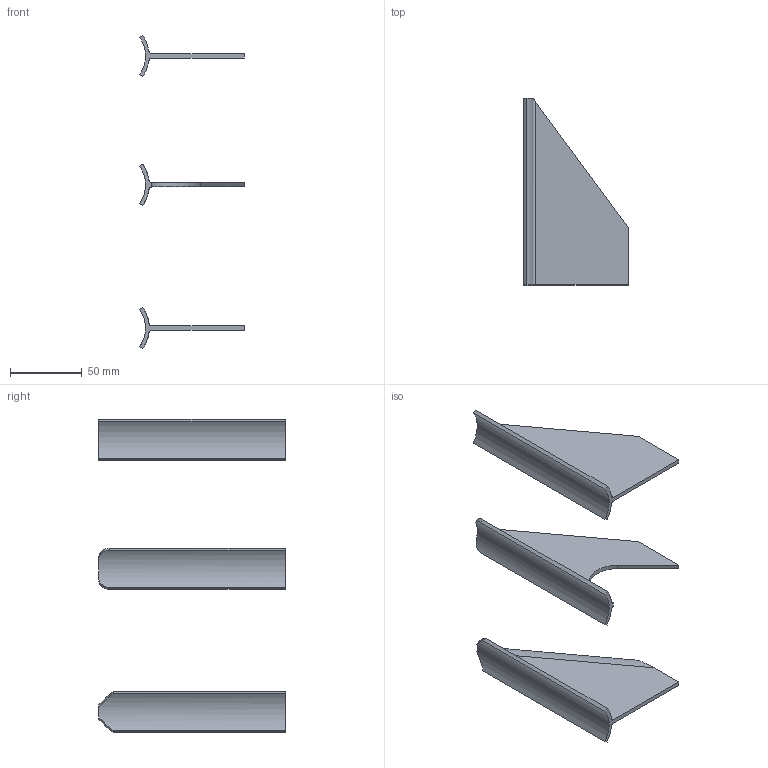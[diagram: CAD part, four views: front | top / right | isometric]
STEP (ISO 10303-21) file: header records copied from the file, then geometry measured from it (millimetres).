
FILE_DESCRIPTION(/* description */ (''),/* implementation_level */ '2;1');
FILE_NAME(/* name */ 'Aletas Sultana del Norte_Aleta simple (1) v5.step',/* time_stamp */ '2025-06-10T14:33:08-06:00',/* author */ (''),/* organization */ (''),/* preprocessor_version */ 'ST-DEVELOPER v20.1',/* originating_system */ 'Autodesk Translation Framework v14.10.0.0',/* authorisation */ '');
FILE_SCHEMA (('AUTOMOTIVE_DESIGN { 1 0 10303 214 3 1 1 }'));
Length unit declared in the file: millimetre
Products named in the file (4): Aletas Sultana del Norte_Aleta simple (1); Aleta para pegar ; Aleta para pegar 2; Aleta para pegar perfil 
Assembly tree (3 placements, depth 2):
  Aletas Sultana del Norte_Aleta simple (1)
    Aleta para pegar 
    Aleta para pegar 2
    Aleta para pegar perfil 
Bounding box: 72.97 x 130.17 x 218.77 mm (x, y, z)
Volume: 74489.5 mm3; surface area: 55676.2 mm2
Topology: 3 solids, 3 shells, 56 faces, 139 edges, 91 vertices
Faces by surface type: plane 29, cylinder 25, bspline 2
Entity records: 2070 total; most frequent: CARTESIAN_POINT 543, DIRECTION 312, ORIENTED_EDGE 286, EDGE_CURVE 143, AXIS2_PLACEMENT_3D 116, VERTEX_POINT 99, LINE 80, VECTOR 80
